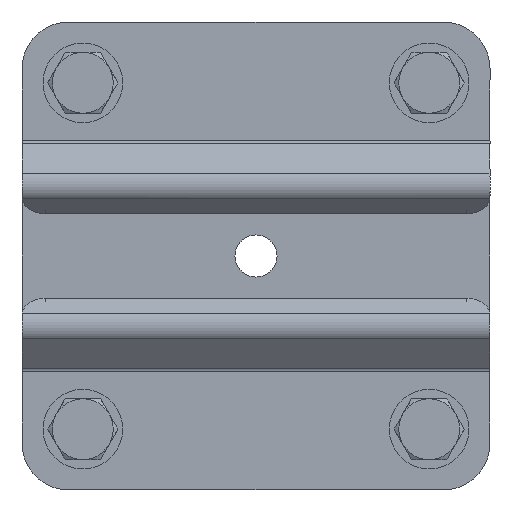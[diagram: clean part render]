
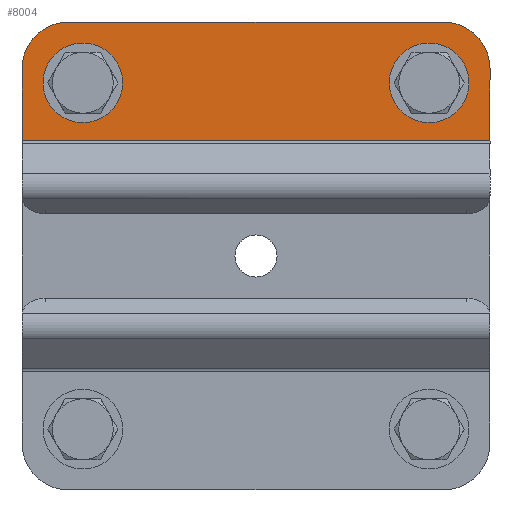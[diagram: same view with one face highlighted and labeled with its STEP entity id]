
A CAD part, front view. The second image highlights one B-rep face of the part: STEP entity #8004.
In plain terms, the highlighted planar face has unit normal (0, -1, 0).
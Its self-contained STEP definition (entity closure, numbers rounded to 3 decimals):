
#260 = FACE_BOUND ( 'NONE', #3362, .T. ) ;
#288 = AXIS2_PLACEMENT_3D ( 'NONE', #1875, #5692, #2601 ) ;
#574 = DIRECTION ( 'NONE',  ( 0., 0., 1. ) ) ;
#638 = VERTEX_POINT ( 'NONE', #1674 ) ;
#647 = CARTESIAN_POINT ( 'NONE',  ( 50., 0., -21.25 ) ) ;
#1029 = CARTESIAN_POINT ( 'NONE',  ( -37., 0., 12.75 ) ) ;
#1125 = AXIS2_PLACEMENT_3D ( 'NONE', #3216, #9416, #9389 ) ;
#1135 = CIRCLE ( 'NONE', #1125, 4.5 ) ;
#1252 = CARTESIAN_POINT ( 'NONE',  ( 37., 0., 12.75 ) ) ;
#1318 = CARTESIAN_POINT ( 'NONE',  ( 40., 0., 21.25 ) ) ;
#1524 = DIRECTION ( 'NONE',  ( 0., 0., 1. ) ) ;
#1674 = CARTESIAN_POINT ( 'NONE',  ( 37., 0., 3.75 ) ) ;
#1875 = CARTESIAN_POINT ( 'NONE',  ( -37., 0., 8.25 ) ) ;
#1942 = CARTESIAN_POINT ( 'NONE',  ( -37., 0., 3.75 ) ) ;
#2021 = ORIENTED_EDGE ( 'NONE', *, *, #2325, .F. ) ;
#2089 = DIRECTION ( 'NONE',  ( -1., 0., 0. ) ) ;
#2134 = VECTOR ( 'NONE', #9792, 1000. ) ;
#2141 = EDGE_CURVE ( 'NONE', #4977, #638, #2172, .T. ) ;
#2172 = CIRCLE ( 'NONE', #4497, 4.5 ) ;
#2182 = VECTOR ( 'NONE', #7978, 1000. ) ;
#2325 = EDGE_CURVE ( 'NONE', #8019, #7487, #2660, .T. ) ;
#2341 = ORIENTED_EDGE ( 'NONE', *, *, #7101, .F. ) ;
#2601 = DIRECTION ( 'NONE',  ( 0., 0., 1. ) ) ;
#2660 = LINE ( 'NONE', #4899, #2182 ) ;
#2963 = FACE_OUTER_BOUND ( 'NONE', #8492, .T. ) ;
#2986 = CIRCLE ( 'NONE', #10011, 10. ) ;
#2987 = CARTESIAN_POINT ( 'NONE',  ( -50., 0., -4.066 ) ) ;
#3007 = VERTEX_POINT ( 'NONE', #4713 ) ;
#3189 = VECTOR ( 'NONE', #6167, 1000. ) ;
#3216 = CARTESIAN_POINT ( 'NONE',  ( -37., 0., 8.25 ) ) ;
#3228 = VERTEX_POINT ( 'NONE', #1942 ) ;
#3362 = EDGE_LOOP ( 'NONE', ( #5824, #7878 ) ) ;
#3509 = EDGE_CURVE ( 'NONE', #3007, #4197, #7276, .T. ) ;
#3767 = CARTESIAN_POINT ( 'NONE',  ( 50., 0., 21.25 ) ) ;
#3950 = LINE ( 'NONE', #9729, #9687 ) ;
#3972 = DIRECTION ( 'NONE',  ( 0., 0., 1. ) ) ;
#4092 = DIRECTION ( 'NONE',  ( 0., 1., 0. ) ) ;
#4197 = VERTEX_POINT ( 'NONE', #5761 ) ;
#4272 = CARTESIAN_POINT ( 'NONE',  ( -50., 0., -21.25 ) ) ;
#4397 = ORIENTED_EDGE ( 'NONE', *, *, #6793, .T. ) ;
#4497 = AXIS2_PLACEMENT_3D ( 'NONE', #5706, #4092, #9567 ) ;
#4530 = AXIS2_PLACEMENT_3D ( 'NONE', #3767, #8392, #574 ) ;
#4703 = CARTESIAN_POINT ( 'NONE',  ( -40., 0., 11.25 ) ) ;
#4713 = CARTESIAN_POINT ( 'NONE',  ( 50., 0., 11.25 ) ) ;
#4899 = CARTESIAN_POINT ( 'NONE',  ( -50., 0., 21.25 ) ) ;
#4966 = LINE ( 'NONE', #4272, #2134 ) ;
#4977 = VERTEX_POINT ( 'NONE', #1252 ) ;
#5102 = EDGE_CURVE ( 'NONE', #4197, #7518, #3950, .T. ) ;
#5127 = AXIS2_PLACEMENT_3D ( 'NONE', #6415, #8774, #3972 ) ;
#5232 = ORIENTED_EDGE ( 'NONE', *, *, #5102, .F. ) ;
#5558 = DIRECTION ( 'NONE',  ( 0., -1., 0. ) ) ;
#5692 = DIRECTION ( 'NONE',  ( 0., 1., 0. ) ) ;
#5706 = CARTESIAN_POINT ( 'NONE',  ( 37., 0., 8.25 ) ) ;
#5742 = CIRCLE ( 'NONE', #5127, 4.5 ) ;
#5761 = CARTESIAN_POINT ( 'NONE',  ( 50., 0., -4.066 ) ) ;
#5792 = VERTEX_POINT ( 'NONE', #5828 ) ;
#5824 = ORIENTED_EDGE ( 'NONE', *, *, #2141, .T. ) ;
#5828 = CARTESIAN_POINT ( 'NONE',  ( -50., 0., 11.25 ) ) ;
#5910 = FACE_BOUND ( 'NONE', #6751, .T. ) ;
#6074 = PLANE ( 'NONE',  #4530 ) ;
#6167 = DIRECTION ( 'NONE',  ( 0., 0., -1. ) ) ;
#6415 = CARTESIAN_POINT ( 'NONE',  ( 37., 0., 8.25 ) ) ;
#6494 = CARTESIAN_POINT ( 'NONE',  ( 40., 0., 11.25 ) ) ;
#6531 = CIRCLE ( 'NONE', #288, 4.5 ) ;
#6536 = EDGE_CURVE ( 'NONE', #3228, #7788, #1135, .T. ) ;
#6551 = ORIENTED_EDGE ( 'NONE', *, *, #6536, .T. ) ;
#6751 = EDGE_LOOP ( 'NONE', ( #10086, #6551 ) ) ;
#6793 = EDGE_CURVE ( 'NONE', #8019, #5792, #2986, .T. ) ;
#7101 = EDGE_CURVE ( 'NONE', #7518, #5792, #4966, .T. ) ;
#7276 = LINE ( 'NONE', #647, #3189 ) ;
#7487 = VERTEX_POINT ( 'NONE', #1318 ) ;
#7518 = VERTEX_POINT ( 'NONE', #2987 ) ;
#7788 = VERTEX_POINT ( 'NONE', #1029 ) ;
#7878 = ORIENTED_EDGE ( 'NONE', *, *, #8925, .T. ) ;
#7978 = DIRECTION ( 'NONE',  ( 1., 0., 0. ) ) ;
#8004 = ADVANCED_FACE ( 'NONE', ( #2963, #5910, #260 ), #6074, .F. ) ;
#8019 = VERTEX_POINT ( 'NONE', #8460 ) ;
#8057 = DIRECTION ( 'NONE',  ( 0., 0., 1. ) ) ;
#8120 = ORIENTED_EDGE ( 'NONE', *, *, #3509, .F. ) ;
#8316 = EDGE_CURVE ( 'NONE', #3007, #7487, #8450, .T. ) ;
#8392 = DIRECTION ( 'NONE',  ( 0., 1., 0. ) ) ;
#8450 = CIRCLE ( 'NONE', #10026, 10. ) ;
#8460 = CARTESIAN_POINT ( 'NONE',  ( -40., 0., 21.25 ) ) ;
#8492 = EDGE_LOOP ( 'NONE', ( #5232, #8120, #8999, #2021, #4397, #2341 ) ) ;
#8774 = DIRECTION ( 'NONE',  ( 0., 1., 0. ) ) ;
#8886 = DIRECTION ( 'NONE',  ( 0., -1., 0. ) ) ;
#8925 = EDGE_CURVE ( 'NONE', #638, #4977, #5742, .T. ) ;
#8999 = ORIENTED_EDGE ( 'NONE', *, *, #8316, .T. ) ;
#9389 = DIRECTION ( 'NONE',  ( 0., 0., 1. ) ) ;
#9416 = DIRECTION ( 'NONE',  ( 0., 1., 0. ) ) ;
#9567 = DIRECTION ( 'NONE',  ( 0., 0., 1. ) ) ;
#9672 = EDGE_CURVE ( 'NONE', #7788, #3228, #6531, .T. ) ;
#9687 = VECTOR ( 'NONE', #2089, 1000. ) ;
#9729 = CARTESIAN_POINT ( 'NONE',  ( 50., 0., -4.066 ) ) ;
#9792 = DIRECTION ( 'NONE',  ( 0., 0., 1. ) ) ;
#10011 = AXIS2_PLACEMENT_3D ( 'NONE', #4703, #5558, #1524 ) ;
#10026 = AXIS2_PLACEMENT_3D ( 'NONE', #6494, #8886, #8057 ) ;
#10086 = ORIENTED_EDGE ( 'NONE', *, *, #9672, .T. ) ;
